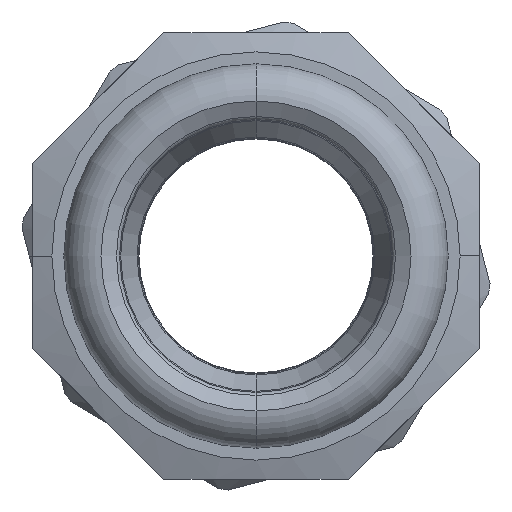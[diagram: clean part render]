
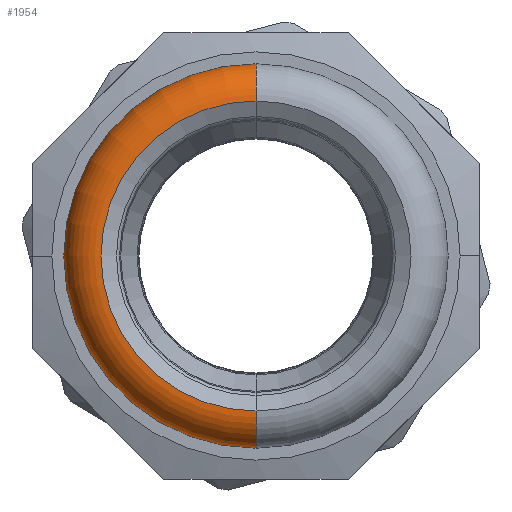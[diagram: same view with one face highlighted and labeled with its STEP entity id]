
A CAD part, left-side view. The second image highlights one B-rep face of the part: STEP entity #1954.
In plain terms, the highlighted toroidal (fillet/blend) face has major radius 12.501 mm and minor radius 3 mm.
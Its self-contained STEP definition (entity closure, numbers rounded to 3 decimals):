
#171 = ORIENTED_EDGE ( 'NONE', *, *, #952, .T. ) ;
#177 = CARTESIAN_POINT ( 'NONE',  ( -30.903, 0., 14.003 ) ) ;
#203 = CIRCLE ( 'NONE', #1680, 3. ) ;
#297 = EDGE_CURVE ( 'NONE', #2928, #3631, #1646, .T. ) ;
#516 = DIRECTION ( 'NONE',  ( -1., 0., 0. ) ) ;
#745 = DIRECTION ( 'NONE',  ( -1., 0., 0. ) ) ;
#758 = CARTESIAN_POINT ( 'NONE',  ( -36.5, 0., 0. ) ) ;
#952 = EDGE_CURVE ( 'NONE', #1707, #3088, #2008, .T. ) ;
#971 = DIRECTION ( 'NONE',  ( 0., 0., -1. ) ) ;
#1018 = DIRECTION ( 'NONE',  ( 0., 0., 1. ) ) ;
#1157 = CARTESIAN_POINT ( 'NONE',  ( -36.5, 0., -12.5 ) ) ;
#1587 = DIRECTION ( 'NONE',  ( 0., 1., 0. ) ) ;
#1646 = CIRCLE ( 'NONE', #3455, 12.5 ) ;
#1651 = CARTESIAN_POINT ( 'NONE',  ( -33.5, 0., -12.5 ) ) ;
#1680 = AXIS2_PLACEMENT_3D ( 'NONE', #1651, #1587, #1018 ) ;
#1694 = DIRECTION ( 'NONE',  ( 0., 0., 1. ) ) ;
#1707 = VERTEX_POINT ( 'NONE', #177 ) ;
#1729 = ORIENTED_EDGE ( 'NONE', *, *, #2033, .T. ) ;
#1794 = CIRCLE ( 'NONE', #3475, 3. ) ;
#1907 = FACE_OUTER_BOUND ( 'NONE', #2083, .T. ) ;
#1925 = DIRECTION ( 'NONE',  ( 0., 0., 1. ) ) ;
#1954 = ADVANCED_FACE ( 'NONE', ( #1907 ), #3242, .T. ) ;
#2008 = CIRCLE ( 'NONE', #2956, 14.003 ) ;
#2033 = EDGE_CURVE ( 'NONE', #3088, #3631, #203, .T. ) ;
#2083 = EDGE_LOOP ( 'NONE', ( #171, #1729, #2461, #3513 ) ) ;
#2142 = CARTESIAN_POINT ( 'NONE',  ( -36.5, 0., 12.5 ) ) ;
#2149 = DIRECTION ( 'NONE',  ( 0., -1., 0. ) ) ;
#2461 = ORIENTED_EDGE ( 'NONE', *, *, #297, .F. ) ;
#2532 = CARTESIAN_POINT ( 'NONE',  ( -30.903, 0., -14.003 ) ) ;
#2548 = CARTESIAN_POINT ( 'NONE',  ( -30.903, 0., 0. ) ) ;
#2562 = DIRECTION ( 'NONE',  ( -1., 0., 0. ) ) ;
#2705 = CARTESIAN_POINT ( 'NONE',  ( -33.5, 0., 12.5 ) ) ;
#2928 = VERTEX_POINT ( 'NONE', #2142 ) ;
#2956 = AXIS2_PLACEMENT_3D ( 'NONE', #2548, #516, #1694 ) ;
#3088 = VERTEX_POINT ( 'NONE', #2532 ) ;
#3126 = AXIS2_PLACEMENT_3D ( 'NONE', #3411, #745, #1925 ) ;
#3175 = DIRECTION ( 'NONE',  ( 0., 0., 1. ) ) ;
#3242 = TOROIDAL_SURFACE ( 'NONE', #3126, 12.5, 3. ) ;
#3411 = CARTESIAN_POINT ( 'NONE',  ( -33.5, 0., 0. ) ) ;
#3455 = AXIS2_PLACEMENT_3D ( 'NONE', #758, #2562, #3175 ) ;
#3475 = AXIS2_PLACEMENT_3D ( 'NONE', #2705, #2149, #971 ) ;
#3513 = ORIENTED_EDGE ( 'NONE', *, *, #3739, .F. ) ;
#3631 = VERTEX_POINT ( 'NONE', #1157 ) ;
#3739 = EDGE_CURVE ( 'NONE', #1707, #2928, #1794, .T. ) ;
